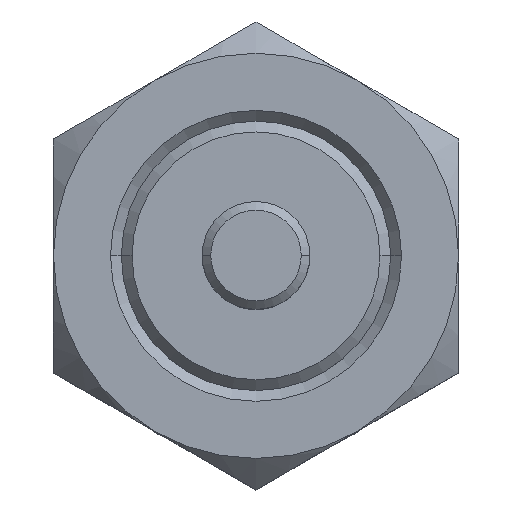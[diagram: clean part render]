
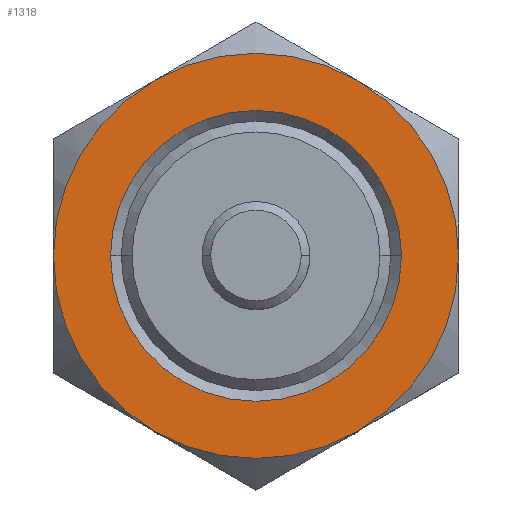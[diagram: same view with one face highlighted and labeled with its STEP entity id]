
A CAD part, top view. The second image highlights one B-rep face of the part: STEP entity #1318.
In plain terms, the highlighted planar face has unit normal (0, 0, 1).
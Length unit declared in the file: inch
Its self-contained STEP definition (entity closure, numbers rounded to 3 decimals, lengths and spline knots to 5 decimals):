
#85 = ORIENTED_EDGE ( 'NONE', *, *, #1937, .T. ) ;
#99 = AXIS2_PLACEMENT_3D ( 'NONE', #1132, #2661, #1355 ) ;
#101 = CIRCLE ( 'NONE', #1922, 0.47 ) ;
#122 = EDGE_LOOP ( 'NONE', ( #85, #2659 ) ) ;
#181 = CARTESIAN_POINT ( 'NONE',  ( -0.235, -0.40703, 0.19 ) ) ;
#194 = EDGE_CURVE ( 'NONE', #885, #767, #1152, .T. ) ;
#210 = DIRECTION ( 'NONE',  ( -1., 0., 0. ) ) ;
#259 = CARTESIAN_POINT ( 'NONE',  ( 0., 0.54271, 0.19 ) ) ;
#408 = DIRECTION ( 'NONE',  ( 0., 0., -1. ) ) ;
#418 = CIRCLE ( 'NONE', #1840, 0.3375 ) ;
#420 = EDGE_CURVE ( 'NONE', #2474, #1860, #101, .T. ) ;
#434 = EDGE_CURVE ( 'NONE', #826, #2077, #2353, .T. ) ;
#447 = CARTESIAN_POINT ( 'NONE',  ( 0., 0., 0.19 ) ) ;
#508 = DIRECTION ( 'NONE',  ( 0., 0., -1. ) ) ;
#511 = ORIENTED_EDGE ( 'NONE', *, *, #524, .F. ) ;
#524 = EDGE_CURVE ( 'NONE', #1586, #2250, #2797, .T. ) ;
#643 = DIRECTION ( 'NONE',  ( 0., 0., -1. ) ) ;
#662 = DIRECTION ( 'NONE',  ( -1., 0., 0. ) ) ;
#665 = AXIS2_PLACEMENT_3D ( 'NONE', #2226, #912, #2460 ) ;
#689 = DIRECTION ( 'NONE',  ( 0., 0., -1. ) ) ;
#757 = EDGE_LOOP ( 'NONE', ( #1016, #511, #1402, #867, #2811, #2007 ) ) ;
#767 = VERTEX_POINT ( 'NONE', #1347 ) ;
#826 = VERTEX_POINT ( 'NONE', #1588 ) ;
#848 = CARTESIAN_POINT ( 'NONE',  ( 0., 0., 0.19 ) ) ;
#867 = ORIENTED_EDGE ( 'NONE', *, *, #434, .F. ) ;
#885 = VERTEX_POINT ( 'NONE', #2765 ) ;
#912 = DIRECTION ( 'NONE',  ( 0., 0., -1. ) ) ;
#918 = AXIS2_PLACEMENT_3D ( 'NONE', #259, #689, #2220 ) ;
#1011 = AXIS2_PLACEMENT_3D ( 'NONE', #1713, #408, #1933 ) ;
#1016 = ORIENTED_EDGE ( 'NONE', *, *, #1643, .F. ) ;
#1073 = DIRECTION ( 'NONE',  ( -1., 0., 0. ) ) ;
#1118 = CARTESIAN_POINT ( 'NONE',  ( -0.235, 0.40703, 0.19 ) ) ;
#1126 = FACE_OUTER_BOUND ( 'NONE', #757, .T. ) ;
#1132 = CARTESIAN_POINT ( 'NONE',  ( 0., 0., 0.19 ) ) ;
#1152 = CIRCLE ( 'NONE', #1254, 0.3375 ) ;
#1194 = FACE_BOUND ( 'NONE', #122, .T. ) ;
#1254 = AXIS2_PLACEMENT_3D ( 'NONE', #447, #1971, #662 ) ;
#1318 = ADVANCED_FACE ( 'NONE', ( #1194, #1126 ), #2655, .F. ) ;
#1347 = CARTESIAN_POINT ( 'NONE',  ( 0.3375, 0., 0.19 ) ) ;
#1355 = DIRECTION ( 'NONE',  ( 1., 0., 0. ) ) ;
#1402 = ORIENTED_EDGE ( 'NONE', *, *, #1896, .F. ) ;
#1507 = DIRECTION ( 'NONE',  ( 0., 0., -1. ) ) ;
#1586 = VERTEX_POINT ( 'NONE', #181 ) ;
#1588 = CARTESIAN_POINT ( 'NONE',  ( 0.47, 0., 0.19 ) ) ;
#1643 = EDGE_CURVE ( 'NONE', #2250, #2474, #2690, .T. ) ;
#1644 = CIRCLE ( 'NONE', #99, 0.47 ) ;
#1713 = CARTESIAN_POINT ( 'NONE',  ( 0., 0., 0.19 ) ) ;
#1818 = CARTESIAN_POINT ( 'NONE',  ( 0., 0., 0.19 ) ) ;
#1840 = AXIS2_PLACEMENT_3D ( 'NONE', #1818, #508, #2036 ) ;
#1860 = VERTEX_POINT ( 'NONE', #2439 ) ;
#1885 = EDGE_CURVE ( 'NONE', #826, #1860, #1644, .T. ) ;
#1896 = EDGE_CURVE ( 'NONE', #2077, #1586, #2751, .T. ) ;
#1922 = AXIS2_PLACEMENT_3D ( 'NONE', #848, #2392, #1073 ) ;
#1933 = DIRECTION ( 'NONE',  ( -1., 0., 0. ) ) ;
#1937 = EDGE_CURVE ( 'NONE', #767, #885, #418, .T. ) ;
#1954 = CARTESIAN_POINT ( 'NONE',  ( 0., 0., 0.19 ) ) ;
#1971 = DIRECTION ( 'NONE',  ( 0., 0., -1. ) ) ;
#2007 = ORIENTED_EDGE ( 'NONE', *, *, #420, .F. ) ;
#2036 = DIRECTION ( 'NONE',  ( -1., 0., 0. ) ) ;
#2077 = VERTEX_POINT ( 'NONE', #2516 ) ;
#2170 = DIRECTION ( 'NONE',  ( -1., 0., 0. ) ) ;
#2217 = AXIS2_PLACEMENT_3D ( 'NONE', #1954, #643, #2170 ) ;
#2220 = DIRECTION ( 'NONE',  ( -1., 0., 0. ) ) ;
#2226 = CARTESIAN_POINT ( 'NONE',  ( 0., 0., 0.19 ) ) ;
#2250 = VERTEX_POINT ( 'NONE', #2703 ) ;
#2353 = CIRCLE ( 'NONE', #2217, 0.47 ) ;
#2392 = DIRECTION ( 'NONE',  ( 0., 0., -1. ) ) ;
#2439 = CARTESIAN_POINT ( 'NONE',  ( 0.235, 0.40703, 0.19 ) ) ;
#2460 = DIRECTION ( 'NONE',  ( -1., 0., 0. ) ) ;
#2474 = VERTEX_POINT ( 'NONE', #1118 ) ;
#2516 = CARTESIAN_POINT ( 'NONE',  ( 0.235, -0.40703, 0.19 ) ) ;
#2655 = PLANE ( 'NONE',  #918 ) ;
#2659 = ORIENTED_EDGE ( 'NONE', *, *, #194, .T. ) ;
#2661 = DIRECTION ( 'NONE',  ( 0., 0., 1. ) ) ;
#2690 = CIRCLE ( 'NONE', #1011, 0.47 ) ;
#2703 = CARTESIAN_POINT ( 'NONE',  ( -0.47, 0., 0.19 ) ) ;
#2751 = CIRCLE ( 'NONE', #665, 0.47 ) ;
#2765 = CARTESIAN_POINT ( 'NONE',  ( -0.3375, 0., 0.19 ) ) ;
#2797 = CIRCLE ( 'NONE', #2817, 0.47 ) ;
#2811 = ORIENTED_EDGE ( 'NONE', *, *, #1885, .T. ) ;
#2817 = AXIS2_PLACEMENT_3D ( 'NONE', #2834, #1507, #210 ) ;
#2834 = CARTESIAN_POINT ( 'NONE',  ( 0., 0., 0.19 ) ) ;
